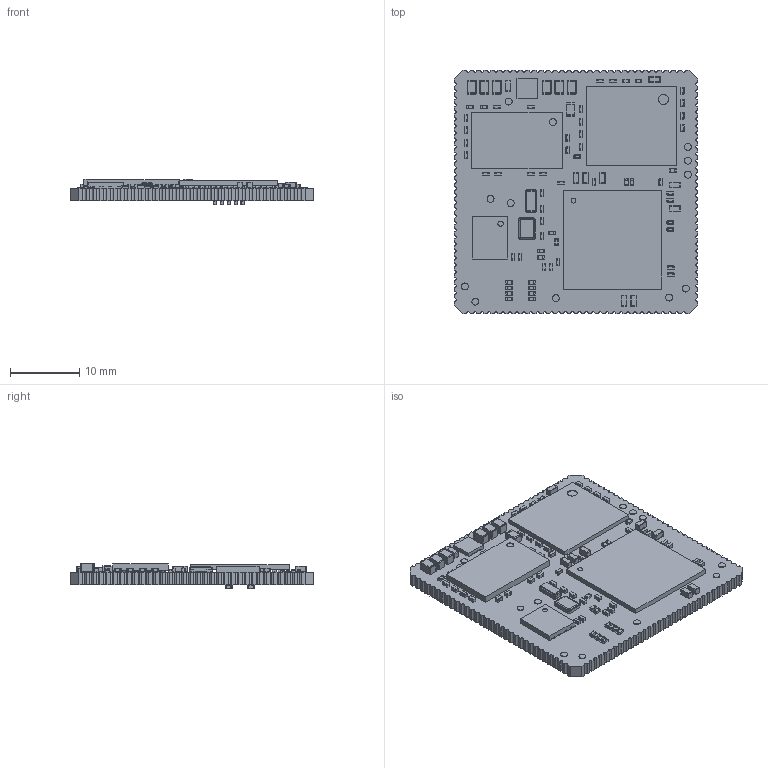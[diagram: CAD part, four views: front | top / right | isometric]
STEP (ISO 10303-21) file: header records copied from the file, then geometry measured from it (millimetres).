
FILE_DESCRIPTION(('Open CASCADE Model'),'2;1');
FILE_NAME('Open CASCADE Shape Model','2026-02-23T11:36:37',('Author'),( 'Open CASCADE'),'Open CASCADE STEP processor 7.5','Open CASCADE 7.5' ,'Unknown');
FILE_SCHEMA(('AUTOMOTIVE_DESIGN { 1 0 10303 214 1 1 1 1 }'));
Length unit declared in the file: millimetre
Products named in the file (184): PCB; Board; Open CASCADE STEP translator 7.5 1.1.1; TP7; 8051857152; Cylinder; TP6; TP5; TP4; TP3; TP2; TP1; TP9; TP8; TP10; 8051857232; R18; User Library-CR1005-0402; R17; R16; R15; R14; R13; R12; R11; DD1; 7786771120; C49; 7786770960; Terminal; Open CASCADE STEP translator 6.8 4.1.1; Open CASCADE STEP translator 6.8 4.1.2; Mid_Body; Open CASCADE STEP translator 6.8 4.2.1; C46; 7786771440; C41; 7786771600; R5; C26 ...
Assembly tree (559 placements, depth 5):
  PCB
    Board
      Open CASCADE STEP translator 7.5 1.1.1
    TP7
      8051857152
        Cylinder
    TP6
      8051857152
        Cylinder
    TP5
      8051857152
        Cylinder
    TP4
      8051857152
        Cylinder
    TP3
      8051857152
        Cylinder
    TP2
      8051857152
        Cylinder
    TP1
      8051857152
        Cylinder
    TP9
      8051857152
        Cylinder
    TP8
      8051857152
        Cylinder
    TP10
      8051857232
        Cylinder
    R18
      User Library-CR1005-0402
    R17
      User Library-CR1005-0402
    R16
      User Library-CR1005-0402
    R15
      User Library-CR1005-0402
    R14
      User Library-CR1005-0402
    R13
      User Library-CR1005-0402
    R12
      User Library-CR1005-0402
    R11
      User Library-CR1005-0402
    DD1
      7786771120
    C49
      7786770960
        Terminal
          Open CASCADE STEP translator 6.8 4.1.1
          Open CASCADE STEP translator 6.8 4.1.2
        Mid_Body
          Open CASCADE STEP translator 6.8 4.2.1
    C46
      7786771440
Bounding box: 35 x 35 x 3.66 mm (x, y, z)
Volume: 2637.4 mm3; surface area: 4687.5 mm2
Topology: 867 solids, 870 shells, 5264 faces, 12698 edges, 7529 vertices
Faces by surface type: plane 2528, cylinder 1629, sphere 1095, torus 8, bspline 4
Full cylindrical faces by diameter (mm): 0.707 x1, 0.762 x1, 1 x12, 1.438 x1
Entity records: 48994 total; most frequent: DIRECTION 7910, CARTESIAN_POINT 7208, ORIENTED_EDGE 5961, EDGE_CURVE 2982, AXIS2_PLACEMENT_3D 2912, VERTEX_POINT 2172, LINE 2086, VECTOR 2086
